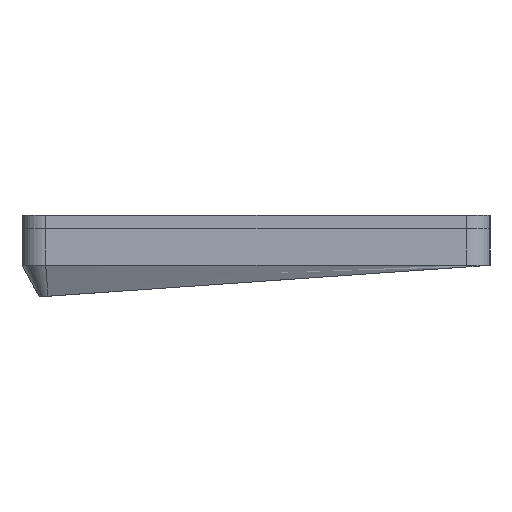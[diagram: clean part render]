
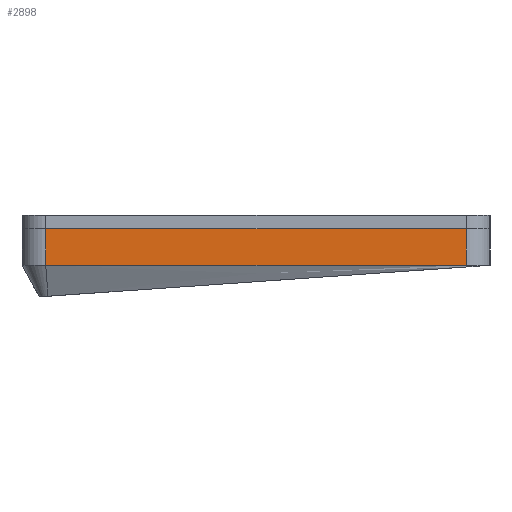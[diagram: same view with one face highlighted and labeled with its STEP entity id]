
A CAD part, left-side view. The second image highlights one B-rep face of the part: STEP entity #2898.
In plain terms, the highlighted planar face has unit normal (-1, 0, 0).
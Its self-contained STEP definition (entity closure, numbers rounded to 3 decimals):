
#1093 = CYLINDRICAL_SURFACE('',#1094,5.5);
#1094 = AXIS2_PLACEMENT_3D('',#1095,#1096,#1097);
#1095 = CARTESIAN_POINT('',(-134.35,48.625,-3.1));
#1096 = DIRECTION('',(0.,0.,1.));
#1097 = DIRECTION('',(1.,0.,0.));
#1917 = EDGE_CURVE('',#1918,#1920,#1922,.T.);
#1918 = VERTEX_POINT('',#1919);
#1919 = CARTESIAN_POINT('',(-139.85,48.625,-3.1));
#1920 = VERTEX_POINT('',#1921);
#1921 = CARTESIAN_POINT('',(-139.85,48.625,-11.6));
#1922 = SURFACE_CURVE('',#1923,(#1927,#1934),.PCURVE_S1.);
#1923 = LINE('',#1924,#1925);
#1924 = CARTESIAN_POINT('',(-139.85,48.625,-3.1));
#1925 = VECTOR('',#1926,1.);
#1926 = DIRECTION('',(0.,0.,-1.));
#1927 = PCURVE('',#1093,#1928);
#1928 = DEFINITIONAL_REPRESENTATION('',(#1929),#1933);
#1929 = LINE('',#1930,#1931);
#1930 = CARTESIAN_POINT('',(-3.142,0.));
#1931 = VECTOR('',#1932,1.);
#1932 = DIRECTION('',(-0.,-1.));
#1933 = ( GEOMETRIC_REPRESENTATION_CONTEXT(2) 
PARAMETRIC_REPRESENTATION_CONTEXT() REPRESENTATION_CONTEXT('2D SPACE',''
  ) );
#1934 = PCURVE('',#1935,#1940);
#1935 = PLANE('',#1936);
#1936 = AXIS2_PLACEMENT_3D('',#1937,#1938,#1939);
#1937 = CARTESIAN_POINT('',(-139.85,-48.625,-3.1));
#1938 = DIRECTION('',(1.,0.,0.));
#1939 = DIRECTION('',(0.,1.,0.));
#1940 = DEFINITIONAL_REPRESENTATION('',(#1941),#1945);
#1941 = LINE('',#1942,#1943);
#1942 = CARTESIAN_POINT('',(97.25,0.));
#1943 = VECTOR('',#1944,1.);
#1944 = DIRECTION('',(0.,-1.));
#1945 = ( GEOMETRIC_REPRESENTATION_CONTEXT(2) 
PARAMETRIC_REPRESENTATION_CONTEXT() REPRESENTATION_CONTEXT('2D SPACE',''
  ) );
#2898 = ADVANCED_FACE('',(#2899),#1935,.F.);
#2899 = FACE_BOUND('',#2900,.F.);
#2900 = EDGE_LOOP('',(#2901,#2931,#2957,#2958));
#2901 = ORIENTED_EDGE('',*,*,#2902,.T.);
#2902 = EDGE_CURVE('',#2903,#2905,#2907,.T.);
#2903 = VERTEX_POINT('',#2904);
#2904 = CARTESIAN_POINT('',(-139.85,-48.625,-3.1));
#2905 = VERTEX_POINT('',#2906);
#2906 = CARTESIAN_POINT('',(-139.85,-48.625,-11.6));
#2907 = SURFACE_CURVE('',#2908,(#2912,#2919),.PCURVE_S1.);
#2908 = LINE('',#2909,#2910);
#2909 = CARTESIAN_POINT('',(-139.85,-48.625,-3.1));
#2910 = VECTOR('',#2911,1.);
#2911 = DIRECTION('',(0.,0.,-1.));
#2912 = PCURVE('',#1935,#2913);
#2913 = DEFINITIONAL_REPRESENTATION('',(#2914),#2918);
#2914 = LINE('',#2915,#2916);
#2915 = CARTESIAN_POINT('',(0.,0.));
#2916 = VECTOR('',#2917,1.);
#2917 = DIRECTION('',(0.,-1.));
#2918 = ( GEOMETRIC_REPRESENTATION_CONTEXT(2) 
PARAMETRIC_REPRESENTATION_CONTEXT() REPRESENTATION_CONTEXT('2D SPACE',''
  ) );
#2919 = PCURVE('',#2920,#2925);
#2920 = CYLINDRICAL_SURFACE('',#2921,5.5);
#2921 = AXIS2_PLACEMENT_3D('',#2922,#2923,#2924);
#2922 = CARTESIAN_POINT('',(-134.35,-48.625,-3.1));
#2923 = DIRECTION('',(0.,0.,1.));
#2924 = DIRECTION('',(1.,0.,0.));
#2925 = DEFINITIONAL_REPRESENTATION('',(#2926),#2930);
#2926 = LINE('',#2927,#2928);
#2927 = CARTESIAN_POINT('',(-3.142,0.));
#2928 = VECTOR('',#2929,1.);
#2929 = DIRECTION('',(-0.,-1.));
#2930 = ( GEOMETRIC_REPRESENTATION_CONTEXT(2) 
PARAMETRIC_REPRESENTATION_CONTEXT() REPRESENTATION_CONTEXT('2D SPACE',''
  ) );
#2931 = ORIENTED_EDGE('',*,*,#2932,.T.);
#2932 = EDGE_CURVE('',#2905,#1920,#2933,.T.);
#2933 = SURFACE_CURVE('',#2934,(#2938,#2945),.PCURVE_S1.);
#2934 = LINE('',#2935,#2936);
#2935 = CARTESIAN_POINT('',(-139.85,-48.625,-11.6));
#2936 = VECTOR('',#2937,1.);
#2937 = DIRECTION('',(0.,1.,0.));
#2938 = PCURVE('',#1935,#2939);
#2939 = DEFINITIONAL_REPRESENTATION('',(#2940),#2944);
#2940 = LINE('',#2941,#2942);
#2941 = CARTESIAN_POINT('',(0.,-8.5));
#2942 = VECTOR('',#2943,1.);
#2943 = DIRECTION('',(1.,0.));
#2944 = ( GEOMETRIC_REPRESENTATION_CONTEXT(2) 
PARAMETRIC_REPRESENTATION_CONTEXT() REPRESENTATION_CONTEXT('2D SPACE',''
  ) );
#2945 = PCURVE('',#2946,#2951);
#2946 = B_SPLINE_SURFACE_WITH_KNOTS('',1,1,(
    (#2947,#2948)
    ,(#2949,#2950
    )),.UNSPECIFIED.,.F.,.F.,.F.,(2,2),(2,2),(-97.25,0.),(0.,1.),
  .PIECEWISE_BEZIER_KNOTS.);
#2947 = CARTESIAN_POINT('',(-139.85,-48.625,-11.6));
#2948 = CARTESIAN_POINT('',(-139.85,-48.652,-11.983));
#2949 = CARTESIAN_POINT('',(-139.85,48.625,-11.6));
#2950 = CARTESIAN_POINT('',(-136.35,48.125,-18.75));
#2951 = DEFINITIONAL_REPRESENTATION('',(#2952),#2956);
#2952 = LINE('',#2953,#2954);
#2953 = CARTESIAN_POINT('',(-97.25,0.));
#2954 = VECTOR('',#2955,1.);
#2955 = DIRECTION('',(1.,-0.));
#2956 = ( GEOMETRIC_REPRESENTATION_CONTEXT(2) 
PARAMETRIC_REPRESENTATION_CONTEXT() REPRESENTATION_CONTEXT('2D SPACE',''
  ) );
#2957 = ORIENTED_EDGE('',*,*,#1917,.F.);
#2958 = ORIENTED_EDGE('',*,*,#2959,.F.);
#2959 = EDGE_CURVE('',#2903,#1918,#2960,.T.);
#2960 = SURFACE_CURVE('',#2961,(#2965,#2972),.PCURVE_S1.);
#2961 = LINE('',#2962,#2963);
#2962 = CARTESIAN_POINT('',(-139.85,-48.625,-3.1));
#2963 = VECTOR('',#2964,1.);
#2964 = DIRECTION('',(0.,1.,0.));
#2965 = PCURVE('',#1935,#2966);
#2966 = DEFINITIONAL_REPRESENTATION('',(#2967),#2971);
#2967 = LINE('',#2968,#2969);
#2968 = CARTESIAN_POINT('',(0.,0.));
#2969 = VECTOR('',#2970,1.);
#2970 = DIRECTION('',(1.,0.));
#2971 = ( GEOMETRIC_REPRESENTATION_CONTEXT(2) 
PARAMETRIC_REPRESENTATION_CONTEXT() REPRESENTATION_CONTEXT('2D SPACE',''
  ) );
#2972 = PCURVE('',#2973,#2978);
#2973 = PLANE('',#2974);
#2974 = AXIS2_PLACEMENT_3D('',#2975,#2976,#2977);
#2975 = CARTESIAN_POINT('',(-139.85,-48.625,0.));
#2976 = DIRECTION('',(1.,0.,0.));
#2977 = DIRECTION('',(0.,1.,0.));
#2978 = DEFINITIONAL_REPRESENTATION('',(#2979),#2983);
#2979 = LINE('',#2980,#2981);
#2980 = CARTESIAN_POINT('',(0.,-3.1));
#2981 = VECTOR('',#2982,1.);
#2982 = DIRECTION('',(1.,0.));
#2983 = ( GEOMETRIC_REPRESENTATION_CONTEXT(2) 
PARAMETRIC_REPRESENTATION_CONTEXT() REPRESENTATION_CONTEXT('2D SPACE',''
  ) );
